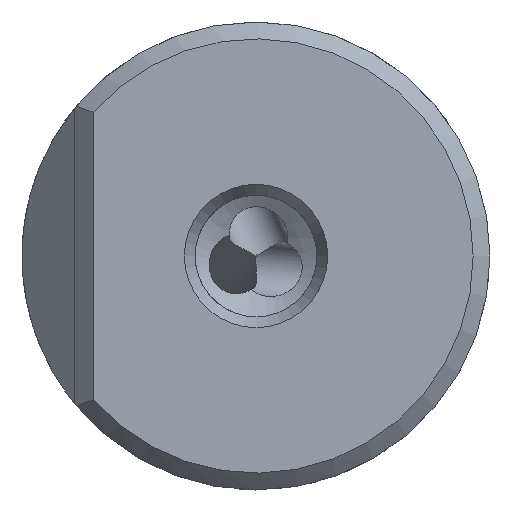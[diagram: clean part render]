
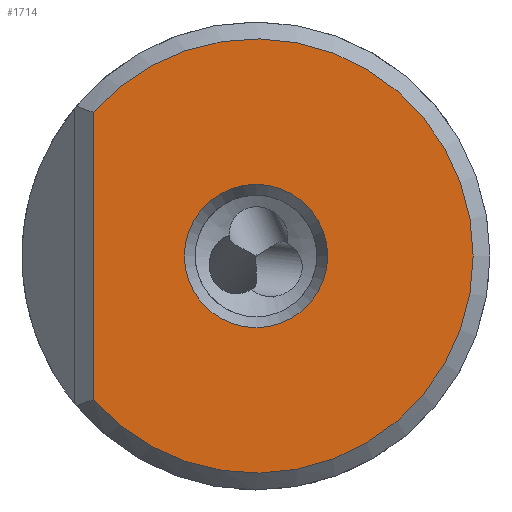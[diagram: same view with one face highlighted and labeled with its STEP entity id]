
A CAD part, left-side view. The second image highlights one B-rep face of the part: STEP entity #1714.
In plain terms, the highlighted planar face has unit normal (-1, 0, 0).
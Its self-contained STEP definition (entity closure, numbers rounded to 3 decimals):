
#47 = CARTESIAN_POINT ( 'NONE',  ( -185.8, 0., 0. ) ) ;
#78 = FACE_BOUND ( 'NONE', #820, .T. ) ;
#170 = EDGE_LOOP ( 'NONE', ( #1775, #851 ) ) ;
#190 = EDGE_CURVE ( 'NONE', #3558, #3558, #2497, .T. ) ;
#303 = CARTESIAN_POINT ( 'NONE',  ( -185.8, 0., 0. ) ) ;
#339 = AXIS2_PLACEMENT_3D ( 'NONE', #303, #662, #3177 ) ;
#394 = DIRECTION ( 'NONE',  ( 0., 0., -1. ) ) ;
#456 = AXIS2_PLACEMENT_3D ( 'NONE', #47, #2551, #394 ) ;
#575 = AXIS2_PLACEMENT_3D ( 'NONE', #745, #3623, #4322 ) ;
#583 = LINE ( 'NONE', #3817, #3339 ) ;
#605 = DIRECTION ( 'NONE',  ( 0., 0., 1. ) ) ;
#662 = DIRECTION ( 'NONE',  ( -1., 0., 0. ) ) ;
#665 = VERTEX_POINT ( 'NONE', #3597 ) ;
#706 = ORIENTED_EDGE ( 'NONE', *, *, #190, .T. ) ;
#745 = CARTESIAN_POINT ( 'NONE',  ( -185.8, 0., 0. ) ) ;
#820 = EDGE_LOOP ( 'NONE', ( #706 ) ) ;
#851 = ORIENTED_EDGE ( 'NONE', *, *, #2182, .F. ) ;
#1074 = EDGE_CURVE ( 'NONE', #665, #4317, #583, .T. ) ;
#1714 = ADVANCED_FACE ( 'NONE', ( #3888, #78 ), #4225, .T. ) ;
#1775 = ORIENTED_EDGE ( 'NONE', *, *, #1074, .F. ) ;
#2182 = EDGE_CURVE ( 'NONE', #4317, #665, #3790, .T. ) ;
#2497 = CIRCLE ( 'NONE', #575, 3.827 ) ;
#2551 = DIRECTION ( 'NONE',  ( 1., 0., 0. ) ) ;
#3177 = DIRECTION ( 'NONE',  ( 0., 0., 1. ) ) ;
#3339 = VECTOR ( 'NONE', #605, 1000. ) ;
#3533 = CARTESIAN_POINT ( 'NONE',  ( -185.8, 8.7, 7.673 ) ) ;
#3558 = VERTEX_POINT ( 'NONE', #4070 ) ;
#3597 = CARTESIAN_POINT ( 'NONE',  ( -185.8, 8.7, -7.673 ) ) ;
#3623 = DIRECTION ( 'NONE',  ( 1., 0., 0. ) ) ;
#3790 = CIRCLE ( 'NONE', #456, 11.6 ) ;
#3817 = CARTESIAN_POINT ( 'NONE',  ( -185.8, 8.7, 0. ) ) ;
#3888 = FACE_OUTER_BOUND ( 'NONE', #170, .T. ) ;
#4070 = CARTESIAN_POINT ( 'NONE',  ( -185.8, 0., -3.827 ) ) ;
#4225 = PLANE ( 'NONE',  #339 ) ;
#4317 = VERTEX_POINT ( 'NONE', #3533 ) ;
#4322 = DIRECTION ( 'NONE',  ( 0., 0., -1. ) ) ;
